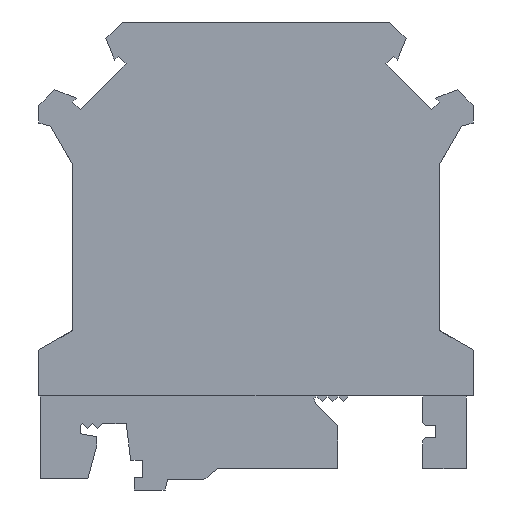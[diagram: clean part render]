
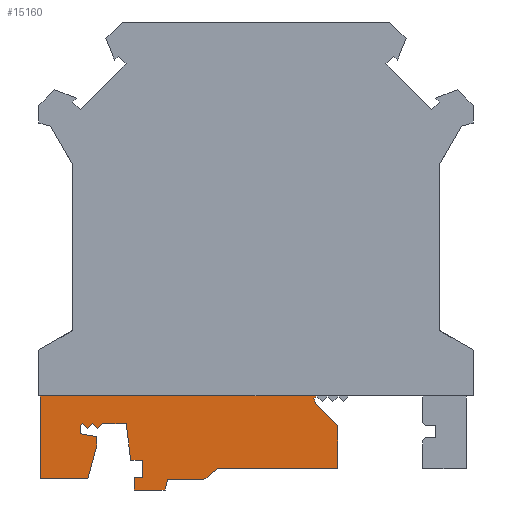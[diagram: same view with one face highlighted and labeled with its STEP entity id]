
A CAD part, left-side view. The second image highlights one B-rep face of the part: STEP entity #15160.
In plain terms, the highlighted face is planar.
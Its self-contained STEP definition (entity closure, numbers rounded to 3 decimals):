
#60=CARTESIAN_POINT('',(29.607,-10.1,5.025));
#70=DIRECTION('',(-1.,0.,0.));
#80=VECTOR('',#70,1.);
#90=LINE('',#60,#80);
#100=CARTESIAN_POINT('',(20.5,-10.1,5.025));
#110=VERTEX_POINT('',#100);
#120=CARTESIAN_POINT('',(8.741,-10.1,5.025));
#130=VERTEX_POINT('',#120);
#140=EDGE_CURVE('',#110,#130,#90,.T.);
#3720=CARTESIAN_POINT('',(18.45,-3.,5.025));
#3730=VERTEX_POINT('',#3720);
#3760=CARTESIAN_POINT('',(29.607,-3.,5.025));
#3770=DIRECTION('',(1.,0.,0.));
#3780=VECTOR('',#3770,1.);
#3790=LINE('',#3760,#3780);
#3800=CARTESIAN_POINT('',(-8.6,-3.,5.025));
#3810=VERTEX_POINT('',#3800);
#3820=EDGE_CURVE('',#3810,#3730,#3790,.T.);
#8040=CARTESIAN_POINT('',(12.4,-5.3,5.025));
#8050=DIRECTION('',(0.,0.,1.));
#8060=DIRECTION('',(1.,0.,0.));
#8070=AXIS2_PLACEMENT_3D('',#8040,#8050,#8060);
#8080=PLANE('',#8070);
#8980=CARTESIAN_POINT('',(20.5,-5.91,5.025));
#8990=VERTEX_POINT('',#8980);
#9110=CARTESIAN_POINT('',(20.5,-5.9,5.025));
#9120=DIRECTION('',(0.,-1.,0.));
#9130=VECTOR('',#9120,1.);
#9140=LINE('',#9110,#9130);
#9150=EDGE_CURVE('',#8990,#110,#9140,.T.);
#11970=CARTESIAN_POINT('',(18.39,-3.8,5.025));
#11980=VERTEX_POINT('',#11970);
#12100=CARTESIAN_POINT('',(29.607,-15.017,5.025));
#12110=DIRECTION('',(-0.707,0.707,
0.));
#12120=VECTOR('',#12110,1.);
#12130=LINE('',#12100,#12120);
#12140=EDGE_CURVE('',#8990,#11980,#12130,.T.);
#12700=CARTESIAN_POINT('',(-3.1,-7.9,5.025));
#12710=VERTEX_POINT('',#12700);
#12880=CARTESIAN_POINT('',(-3.958,-11.1,5.025));
#12890=VERTEX_POINT('',#12880);
#12920=CARTESIAN_POINT('',(-2.564,-5.9,5.025));
#12930=DIRECTION('',(-0.259,-0.966,
0.));
#12940=VECTOR('',#12930,1.);
#12950=LINE('',#12920,#12940);
#12960=EDGE_CURVE('',#12710,#12890,#12950,.T.);
#13260=CARTESIAN_POINT('',(7.4,-11.2,5.025));
#13270=VERTEX_POINT('',#13260);
#13300=CARTESIAN_POINT('',(29.607,7.01,5.025));
#13310=DIRECTION('',(0.773,0.634,
0.));
#13320=VECTOR('',#13310,1.);
#13330=LINE('',#13300,#13320);
#13340=EDGE_CURVE('',#13270,#130,#13330,.T.);
#13460=ORIENTED_EDGE('',*,*,#12140,.T.);
#13470=ORIENTED_EDGE('',*,*,#9150,.F.);
#13480=ORIENTED_EDGE('',*,*,#140,.F.);
#13490=ORIENTED_EDGE('',*,*,#13340,.T.);
#13500=CARTESIAN_POINT('',(29.607,-11.2,5.025));
#13510=DIRECTION('',(-1.,0.,0.));
#13520=VECTOR('',#13510,1.);
#13530=LINE('',#13500,#13520);
#13540=CARTESIAN_POINT('',(3.868,-11.2,5.025));
#13550=VERTEX_POINT('',#13540);
#13560=EDGE_CURVE('',#13270,#13550,#13530,.T.);
#13570=ORIENTED_EDGE('',*,*,#13560,.F.);
#13580=CARTESIAN_POINT('',(5.288,-5.9,5.025));
#13590=DIRECTION('',(0.259,0.966,
0.));
#13600=VECTOR('',#13590,1.);
#13610=LINE('',#13580,#13600);
#13620=CARTESIAN_POINT('',(3.6,-12.2,5.025));
#13630=VERTEX_POINT('',#13620);
#13640=EDGE_CURVE('',#13630,#13550,#13610,.T.);
#13650=ORIENTED_EDGE('',*,*,#13640,.T.);
#13660=CARTESIAN_POINT('',(29.607,-12.2,5.025));
#13670=DIRECTION('',(1.,0.,0.));
#13680=VECTOR('',#13670,1.);
#13690=LINE('',#13660,#13680);
#13700=CARTESIAN_POINT('',(0.6,-12.2,5.025));
#13710=VERTEX_POINT('',#13700);
#13720=EDGE_CURVE('',#13710,#13630,#13690,.T.);
#13730=ORIENTED_EDGE('',*,*,#13720,.T.);
#13740=CARTESIAN_POINT('',(0.6,-5.9,5.025));
#13750=DIRECTION('',(0.,1.,0.));
#13760=VECTOR('',#13750,1.);
#13770=LINE('',#13740,#13760);
#13780=CARTESIAN_POINT('',(0.6,-11.,5.025));
#13790=VERTEX_POINT('',#13780);
#13800=EDGE_CURVE('',#13710,#13790,#13770,.T.);
#13810=ORIENTED_EDGE('',*,*,#13800,.F.);
#13820=CARTESIAN_POINT('',(29.607,-11.,5.025));
#13830=DIRECTION('',(-1.,0.,0.));
#13840=VECTOR('',#13830,1.);
#13850=LINE('',#13820,#13840);
#13860=CARTESIAN_POINT('',(1.4,-11.,5.025));
#13870=VERTEX_POINT('',#13860);
#13880=EDGE_CURVE('',#13870,#13790,#13850,.T.);
#13890=ORIENTED_EDGE('',*,*,#13880,.T.);
#13900=CARTESIAN_POINT('',(1.4,-5.9,5.025));
#13910=DIRECTION('',(0.,-1.,0.));
#13920=VECTOR('',#13910,1.);
#13930=LINE('',#13900,#13920);
#13940=CARTESIAN_POINT('',(1.4,-9.3,5.025));
#13950=VERTEX_POINT('',#13940);
#13960=EDGE_CURVE('',#13950,#13870,#13930,.T.);
#13970=ORIENTED_EDGE('',*,*,#13960,.T.);
#13980=CARTESIAN_POINT('',(29.607,-9.3,5.025));
#13990=DIRECTION('',(1.,0.,0.));
#14000=VECTOR('',#13990,1.);
#14010=LINE('',#13980,#14000);
#14020=CARTESIAN_POINT('',(0.242,-9.3,5.025));
#14030=VERTEX_POINT('',#14020);
#14040=EDGE_CURVE('',#14030,#13950,#14010,.T.);
#14050=ORIENTED_EDGE('',*,*,#14040,.T.);
#14060=CARTESIAN_POINT('',(-0.176,-5.9,5.025));
#14070=DIRECTION('',(-0.122,0.993,
0.));
#14080=VECTOR('',#14070,1.);
#14090=LINE('',#14060,#14080);
#14100=CARTESIAN_POINT('',(-0.2,-5.7,5.025));
#14110=VERTEX_POINT('',#14100);
#14120=EDGE_CURVE('',#14030,#14110,#14090,.T.);
#14130=ORIENTED_EDGE('',*,*,#14120,.F.);
#14140=CARTESIAN_POINT('',(29.607,-5.7,5.025));
#14150=DIRECTION('',(1.,0.,0.));
#14160=VECTOR('',#14150,1.);
#14170=LINE('',#14140,#14160);
#14180=CARTESIAN_POINT('',(-2.5,-5.7,5.025));
#14190=VERTEX_POINT('',#14180);
#14200=EDGE_CURVE('',#14190,#14110,#14170,.T.);
#14210=ORIENTED_EDGE('',*,*,#14200,.T.);
#14220=CARTESIAN_POINT('',(-2.7,-5.9,5.025));
#14230=DIRECTION('',(0.707,0.707,
0.));
#14240=VECTOR('',#14230,1.);
#14250=LINE('',#14220,#14240);
#14260=CARTESIAN_POINT('',(-3.,-6.2,5.025));
#14270=VERTEX_POINT('',#14260);
#14280=EDGE_CURVE('',#14270,#14190,#14250,.T.);
#14290=ORIENTED_EDGE('',*,*,#14280,.T.);
#14300=CARTESIAN_POINT('',(-3.3,-5.9,5.025));
#14310=DIRECTION('',(0.707,-0.707,
0.));
#14320=VECTOR('',#14310,1.);
#14330=LINE('',#14300,#14320);
#14340=CARTESIAN_POINT('',(-3.5,-5.7,5.025));
#14350=VERTEX_POINT('',#14340);
#14360=EDGE_CURVE('',#14350,#14270,#14330,.T.);
#14370=ORIENTED_EDGE('',*,*,#14360,.T.);
#14380=CARTESIAN_POINT('',(-3.7,-5.9,5.025));
#14390=DIRECTION('',(0.707,0.707,
0.));
#14400=VECTOR('',#14390,1.);
#14410=LINE('',#14380,#14400);
#14420=CARTESIAN_POINT('',(-4.,-6.2,5.025));
#14430=VERTEX_POINT('',#14420);
#14440=EDGE_CURVE('',#14430,#14350,#14410,.T.);
#14450=ORIENTED_EDGE('',*,*,#14440,.T.);
#14460=CARTESIAN_POINT('',(-4.3,-5.9,5.025));
#14470=DIRECTION('',(0.707,-0.707,
0.));
#14480=VECTOR('',#14470,1.);
#14490=LINE('',#14460,#14480);
#14500=CARTESIAN_POINT('',(-4.5,-5.7,5.025));
#14510=VERTEX_POINT('',#14500);
#14520=EDGE_CURVE('',#14510,#14430,#14490,.T.);
#14530=ORIENTED_EDGE('',*,*,#14520,.T.);
#14540=CARTESIAN_POINT('',(-4.7,-5.9,5.025));
#14550=DIRECTION('',(0.707,0.707,
0.));
#14560=VECTOR('',#14550,1.);
#14570=LINE('',#14540,#14560);
#14580=CARTESIAN_POINT('',(-4.7,-5.9,5.025));
#14590=VERTEX_POINT('',#14580);
#14600=EDGE_CURVE('',#14590,#14510,#14570,.T.);
#14610=ORIENTED_EDGE('',*,*,#14600,.T.);
#14620=CARTESIAN_POINT('',(-4.7,-5.9,5.025));
#14630=DIRECTION('',(0.,1.,0.));
#14640=VECTOR('',#14630,1.);
#14650=LINE('',#14620,#14640);
#14660=CARTESIAN_POINT('',(-4.7,-6.7,5.025));
#14670=VERTEX_POINT('',#14660);
#14680=EDGE_CURVE('',#14670,#14590,#14650,.T.);
#14690=ORIENTED_EDGE('',*,*,#14680,.T.);
#14700=CARTESIAN_POINT('',(29.607,-12.749,5.025));
#14710=DIRECTION('',(0.985,-0.174,
0.));
#14720=VECTOR('',#14710,1.);
#14730=LINE('',#14700,#14720);
#14740=CARTESIAN_POINT('',(-3.1,-6.982,5.025));
#14750=VERTEX_POINT('',#14740);
#14760=EDGE_CURVE('',#14670,#14750,#14730,.T.);
#14770=ORIENTED_EDGE('',*,*,#14760,.F.);
#14780=CARTESIAN_POINT('',(-3.1,-5.9,5.025));
#14790=DIRECTION('',(0.,-1.,0.));
#14800=VECTOR('',#14790,1.);
#14810=LINE('',#14780,#14800);
#14820=EDGE_CURVE('',#14750,#12710,#14810,.T.);
#14830=ORIENTED_EDGE('',*,*,#14820,.F.);
#14840=ORIENTED_EDGE('',*,*,#12960,.F.);
#14850=CARTESIAN_POINT('',(29.607,-11.1,5.025));
#14860=DIRECTION('',(-1.,0.,0.));
#14870=VECTOR('',#14860,1.);
#14880=LINE('',#14850,#14870);
#14890=CARTESIAN_POINT('',(-8.6,-11.1,5.025));
#14900=VERTEX_POINT('',#14890);
#14910=EDGE_CURVE('',#12890,#14900,#14880,.T.);
#14920=ORIENTED_EDGE('',*,*,#14910,.F.);
#14930=CARTESIAN_POINT('',(-8.6,-5.9,5.025));
#14940=DIRECTION('',(0.,1.,0.));
#14950=VECTOR('',#14940,1.);
#14960=LINE('',#14930,#14950);
#14970=EDGE_CURVE('',#14900,#3810,#14960,.T.);
#14980=ORIENTED_EDGE('',*,*,#14970,.F.);
#14990=ORIENTED_EDGE('',*,*,#3820,.F.);
#15000=CARTESIAN_POINT('',(29.607,8.157,5.025));
#15010=DIRECTION('',(0.707,0.707,
0.));
#15020=VECTOR('',#15010,1.);
#15030=LINE('',#15000,#15020);
#15040=CARTESIAN_POINT('',(18.162,-3.288,5.025));
#15050=VERTEX_POINT('',#15040);
#15060=EDGE_CURVE('',#15050,#3730,#15030,.T.);
#15070=ORIENTED_EDGE('',*,*,#15060,.T.);
#15080=CARTESIAN_POINT('',(19.325,-5.9,5.025));
#15090=DIRECTION('',(0.407,-0.914,
0.));
#15100=VECTOR('',#15090,1.);
#15110=LINE('',#15080,#15100);
#15120=EDGE_CURVE('',#15050,#11980,#15110,.T.);
#15130=ORIENTED_EDGE('',*,*,#15120,.F.);
#15140=EDGE_LOOP('',(#15130,#15070,#14990,#14980,#14920,#14840,#14830,
#14770,#14690,#14610,#14530,#14450,#14370,#14290,#14210,#14130,#14050,
#13970,#13890,#13810,#13730,#13650,#13570,#13490,#13480,#13470,#13460));
#15150=FACE_OUTER_BOUND('',#15140,.T.);
#15160=ADVANCED_FACE('',(#15150),#8080,.T.);
